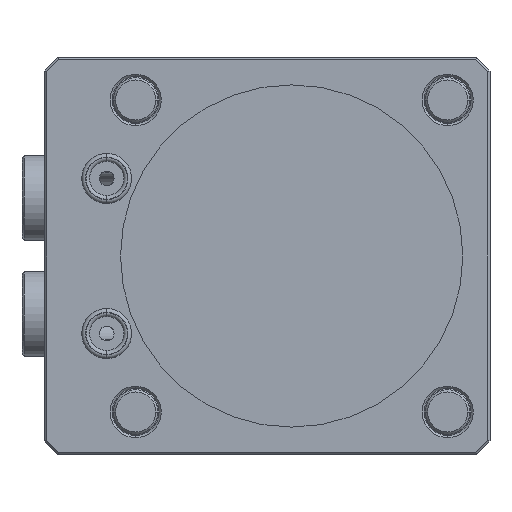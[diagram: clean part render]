
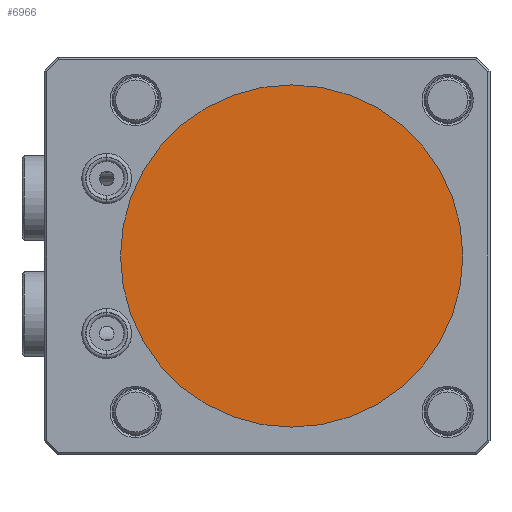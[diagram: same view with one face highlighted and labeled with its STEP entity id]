
A CAD part, front view. The second image highlights one B-rep face of the part: STEP entity #6966.
In plain terms, the highlighted planar face has unit normal (0, -1, 0).
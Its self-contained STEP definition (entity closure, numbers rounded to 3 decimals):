
#14 = ORIENTED_EDGE ( 'NONE', *, *, #8472, .F. ) ;
#236 = VERTEX_POINT ( 'NONE', #2708 ) ;
#303 = DIRECTION ( 'NONE',  ( 0., 0., -1. ) ) ;
#1584 = CIRCLE ( 'NONE', #13057, 38.4 ) ;
#2708 = CARTESIAN_POINT ( 'NONE',  ( 0., -121.5, -38.4 ) ) ;
#3039 = DIRECTION ( 'NONE',  ( 0., 1., 0. ) ) ;
#3490 = CIRCLE ( 'NONE', #14710, 38.4 ) ;
#5371 = FACE_OUTER_BOUND ( 'NONE', #12168, .T. ) ;
#5835 = CARTESIAN_POINT ( 'NONE',  ( 0., -121.5, 0. ) ) ;
#6758 = CARTESIAN_POINT ( 'NONE',  ( -38.4, -121.5, 0. ) ) ;
#6896 = DIRECTION ( 'NONE',  ( 0., 0., 1. ) ) ;
#6966 = ADVANCED_FACE ( 'NONE', ( #5371 ), #14350, .T. ) ;
#7390 = ORIENTED_EDGE ( 'NONE', *, *, #14563, .F. ) ;
#8435 = VERTEX_POINT ( 'NONE', #14720 ) ;
#8472 = EDGE_CURVE ( 'NONE', #236, #8435, #3490, .T. ) ;
#9122 = CARTESIAN_POINT ( 'NONE',  ( 0., -121.5, 0. ) ) ;
#12168 = EDGE_LOOP ( 'NONE', ( #7390, #14 ) ) ;
#12609 = DIRECTION ( 'NONE',  ( 0., 0., 1. ) ) ;
#12887 = AXIS2_PLACEMENT_3D ( 'NONE', #6758, #14023, #303 ) ;
#13057 = AXIS2_PLACEMENT_3D ( 'NONE', #9122, #3039, #12609 ) ;
#14023 = DIRECTION ( 'NONE',  ( 0., -1., 0. ) ) ;
#14350 = PLANE ( 'NONE',  #12887 ) ;
#14563 = EDGE_CURVE ( 'NONE', #8435, #236, #1584, .T. ) ;
#14710 = AXIS2_PLACEMENT_3D ( 'NONE', #5835, #15939, #6896 ) ;
#14720 = CARTESIAN_POINT ( 'NONE',  ( 0., -121.5, 38.4 ) ) ;
#15939 = DIRECTION ( 'NONE',  ( 0., 1., 0. ) ) ;
